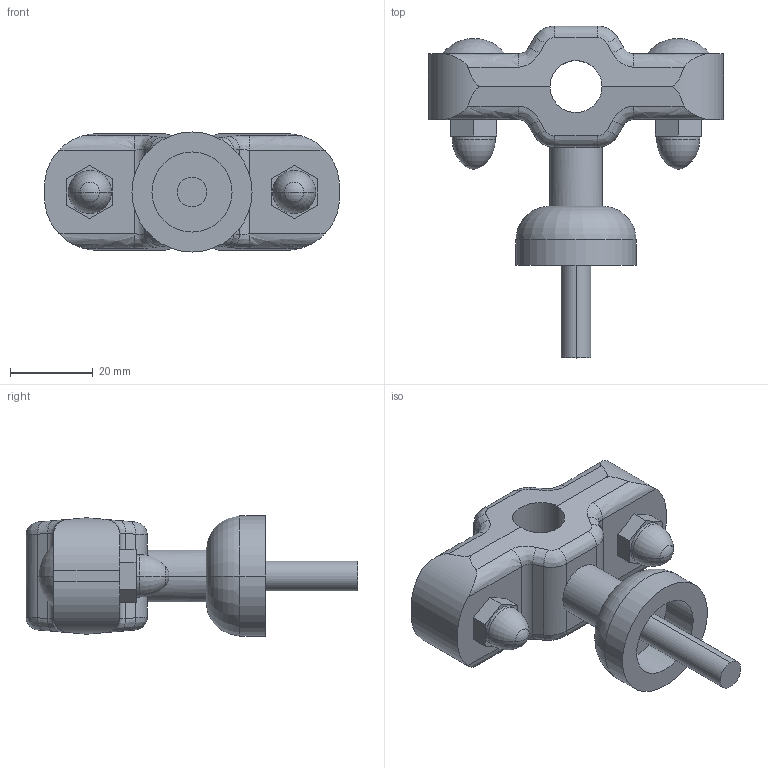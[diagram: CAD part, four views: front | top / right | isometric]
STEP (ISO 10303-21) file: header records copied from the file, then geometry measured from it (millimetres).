
FILE_DESCRIPTION (( 'STEP AP203' ), '1' );
FILE_NAME ('ZC1PP0.50T304SAN.STEP', '2023-05-29T11:55:35', ( '' ), ( '' ), 'SwSTEP 2.0', 'SolidWorks 2018', '' );
FILE_SCHEMA (( 'CONFIG_CONTROL_DESIGN' ));
Length unit declared in the file: inch
Products named in the file (1): ZC1PP0.50T304SAN
Bounding box: 71.12 x 80.01 x 28.96 mm (x, y, z)
Volume: 43207.6 mm3; surface area: 12262.4 mm2
Topology: 1 solids, 1 shells, 116 faces, 272 edges, 164 vertices
Faces by surface type: plane 36, bspline 36, cylinder 30, sphere 8, torus 6
Entity records: 4129 total; most frequent: CARTESIAN_POINT 1793, ORIENTED_EDGE 544, DIRECTION 372, EDGE_CURVE 272, VERTEX_POINT 164, AXIS2_PLACEMENT_3D 143, EDGE_LOOP 124, ADVANCED_FACE 116
